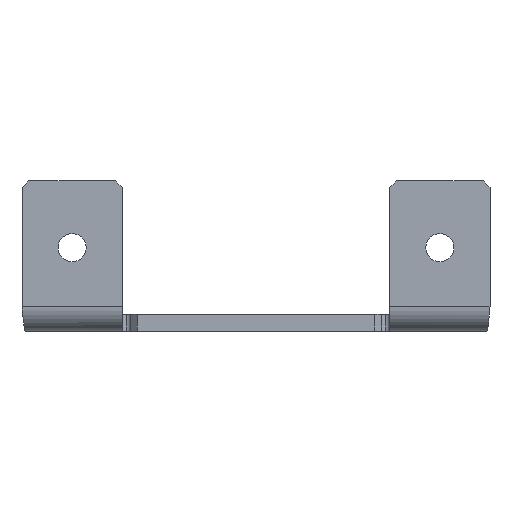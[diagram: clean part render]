
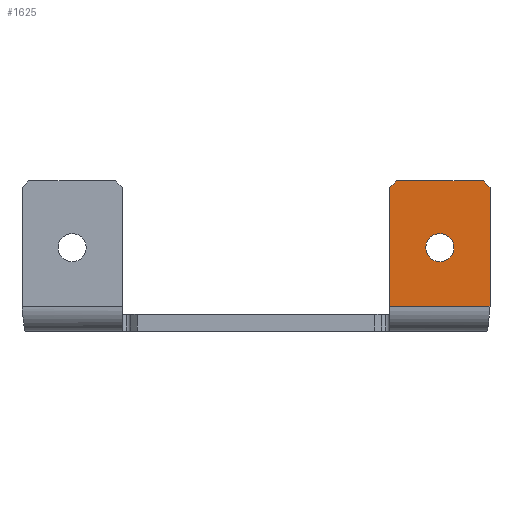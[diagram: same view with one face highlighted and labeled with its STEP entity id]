
A CAD part, front view. The second image highlights one B-rep face of the part: STEP entity #1625.
In plain terms, the highlighted planar face has unit normal (0, -1, 0).
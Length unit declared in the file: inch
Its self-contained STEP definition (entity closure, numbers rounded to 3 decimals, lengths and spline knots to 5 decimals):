
#2 = EDGE_LOOP ( 'NONE', ( #1020, #162, #1775, #313, #1754, #447 ) ) ;
#62 = VECTOR ( 'NONE', #841, 39.37008 ) ;
#77 = DIRECTION ( 'NONE',  ( 0., 1., 0. ) ) ;
#90 = DIRECTION ( 'NONE',  ( 0., 0., -1. ) ) ;
#114 = FACE_BOUND ( 'NONE', #1483, .T. ) ;
#127 = CARTESIAN_POINT ( 'NONE',  ( 0., -0.98583, 0. ) ) ;
#155 = VERTEX_POINT ( 'NONE', #1511 ) ;
#162 = ORIENTED_EDGE ( 'NONE', *, *, #398, .T. ) ;
#223 = LINE ( 'NONE', #1373, #547 ) ;
#282 = DIRECTION ( 'NONE',  ( 0., 0., 1. ) ) ;
#313 = ORIENTED_EDGE ( 'NONE', *, *, #1906, .T. ) ;
#343 = VERTEX_POINT ( 'NONE', #1710 ) ;
#391 = CARTESIAN_POINT ( 'NONE',  ( 1.375, -0.98583, 0.395 ) ) ;
#398 = EDGE_CURVE ( 'NONE', #1605, #757, #500, .T. ) ;
#447 = ORIENTED_EDGE ( 'NONE', *, *, #584, .F. ) ;
#479 = CARTESIAN_POINT ( 'NONE',  ( 1., -0.98583, 0.06 ) ) ;
#500 = LINE ( 'NONE', #1428, #1042 ) ;
#515 = VERTEX_POINT ( 'NONE', #1784 ) ;
#547 = VECTOR ( 'NONE', #1381, 39.37008 ) ;
#548 = AXIS2_PLACEMENT_3D ( 'NONE', #127, #1016, #1901 ) ;
#559 = DIRECTION ( 'NONE',  ( 0., 0., 1. ) ) ;
#584 = EDGE_CURVE ( 'NONE', #1456, #779, #1696, .T. ) ;
#741 = CARTESIAN_POINT ( 'NONE',  ( 1.75, -0.98583, 0.95 ) ) ;
#757 = VERTEX_POINT ( 'NONE', #1699 ) ;
#779 = VERTEX_POINT ( 'NONE', #1122 ) ;
#805 = LINE ( 'NONE', #1722, #1282 ) ;
#840 = DIRECTION ( 'NONE',  ( -1., 0., 0. ) ) ;
#841 = DIRECTION ( 'NONE',  ( 0., 0., 1. ) ) ;
#879 = AXIS2_PLACEMENT_3D ( 'NONE', #1205, #77, #282 ) ;
#880 = CIRCLE ( 'NONE', #1916, 0.105 ) ;
#894 = FACE_OUTER_BOUND ( 'NONE', #2, .T. ) ;
#929 = LINE ( 'NONE', #1863, #1545 ) ;
#932 = LINE ( 'NONE', #1865, #62 ) ;
#945 = DIRECTION ( 'NONE',  ( -1., 0., 0. ) ) ;
#1016 = DIRECTION ( 'NONE',  ( 0., 1., 0. ) ) ;
#1020 = ORIENTED_EDGE ( 'NONE', *, *, #1777, .T. ) ;
#1042 = VECTOR ( 'NONE', #1140, 39.37008 ) ;
#1052 = PLANE ( 'NONE',  #548 ) ;
#1088 = EDGE_CURVE ( 'NONE', #757, #515, #929, .T. ) ;
#1122 = CARTESIAN_POINT ( 'NONE',  ( 1., -0.98583, 0.06 ) ) ;
#1125 = ORIENTED_EDGE ( 'NONE', *, *, #1480, .T. ) ;
#1140 = DIRECTION ( 'NONE',  ( -0.707, 0., 0.707 ) ) ;
#1158 = EDGE_CURVE ( 'NONE', #343, #1772, #880, .T. ) ;
#1170 = VECTOR ( 'NONE', #945, 39.37008 ) ;
#1205 = CARTESIAN_POINT ( 'NONE',  ( 1.375, -0.98583, 0.5 ) ) ;
#1282 = VECTOR ( 'NONE', #90, 39.37008 ) ;
#1285 = CARTESIAN_POINT ( 'NONE',  ( 1.375, -0.98583, 0.5 ) ) ;
#1373 = CARTESIAN_POINT ( 'NONE',  ( 1., -0.98583, 0.95 ) ) ;
#1381 = DIRECTION ( 'NONE',  ( -0.707, 0., -0.707 ) ) ;
#1428 = CARTESIAN_POINT ( 'NONE',  ( 1.7, -0.98583, 1. ) ) ;
#1456 = VERTEX_POINT ( 'NONE', #1499 ) ;
#1480 = EDGE_CURVE ( 'NONE', #1772, #343, #1734, .T. ) ;
#1481 = ORIENTED_EDGE ( 'NONE', *, *, #1158, .T. ) ;
#1483 = EDGE_LOOP ( 'NONE', ( #1481, #1125 ) ) ;
#1499 = CARTESIAN_POINT ( 'NONE',  ( 1.75, -0.98583, 0.06 ) ) ;
#1511 = CARTESIAN_POINT ( 'NONE',  ( 1., -0.98583, 0.95 ) ) ;
#1545 = VECTOR ( 'NONE', #840, 39.37008 ) ;
#1587 = DIRECTION ( 'NONE',  ( 0., 1., 0. ) ) ;
#1605 = VERTEX_POINT ( 'NONE', #741 ) ;
#1625 = ADVANCED_FACE ( 'NONE', ( #114, #894 ), #1052, .F. ) ;
#1696 = LINE ( 'NONE', #479, #1170 ) ;
#1699 = CARTESIAN_POINT ( 'NONE',  ( 1.7, -0.98583, 1. ) ) ;
#1710 = CARTESIAN_POINT ( 'NONE',  ( 1.375, -0.98583, 0.605 ) ) ;
#1722 = CARTESIAN_POINT ( 'NONE',  ( 1., -0.98583, 0. ) ) ;
#1734 = CIRCLE ( 'NONE', #879, 0.105 ) ;
#1754 = ORIENTED_EDGE ( 'NONE', *, *, #1779, .T. ) ;
#1772 = VERTEX_POINT ( 'NONE', #391 ) ;
#1775 = ORIENTED_EDGE ( 'NONE', *, *, #1088, .T. ) ;
#1777 = EDGE_CURVE ( 'NONE', #1456, #1605, #932, .T. ) ;
#1779 = EDGE_CURVE ( 'NONE', #155, #779, #805, .T. ) ;
#1784 = CARTESIAN_POINT ( 'NONE',  ( 1.05, -0.98583, 1. ) ) ;
#1863 = CARTESIAN_POINT ( 'NONE',  ( 0., -0.98583, 1. ) ) ;
#1865 = CARTESIAN_POINT ( 'NONE',  ( 1.75, -0.98583, 0. ) ) ;
#1901 = DIRECTION ( 'NONE',  ( 0., 0., 1. ) ) ;
#1906 = EDGE_CURVE ( 'NONE', #515, #155, #223, .T. ) ;
#1916 = AXIS2_PLACEMENT_3D ( 'NONE', #1285, #1587, #559 ) ;
